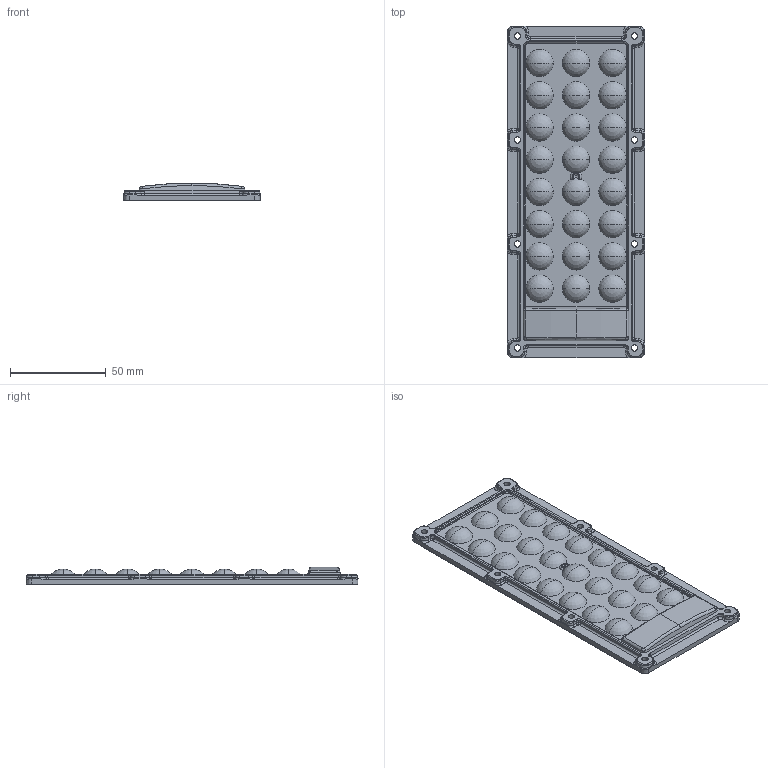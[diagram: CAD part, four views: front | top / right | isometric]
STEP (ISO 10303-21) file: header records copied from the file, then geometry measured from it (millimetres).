
FILE_DESCRIPTION((''),'2;1');
FILE_NAME('PRT0008','2022-10-07T11:51:35',('Administrator'),(''),'CREO PARAMETRIC BY PTC INC, 2018020','CREO PARAMETRIC BY PTC INC, 2018020','');
FILE_SCHEMA(('CONFIG_CONTROL_DESIGN'));
Length unit declared in the file: millimetre
Products named in the file (1): PRT0008
Bounding box: 71.53 x 173.03 x 9.25 mm (x, y, z)
Volume: 40485.6 mm3; surface area: 32505.5 mm2
Topology: 1 solids, 1 shells, 583 faces, 1690 edges, 1052 vertices
Faces by surface type: cylinder 140, bspline 119, plane 112, revolution 96, cone 72, torus 38, sphere 6
Entity records: 25103 total; most frequent: CARTESIAN_POINT 11247, ORIENTED_EDGE 3176, DIRECTION 2468, EDGE_CURVE 1588, VERTEX_POINT 1052, AXIS2_PLACEMENT_3D 961, EDGE_LOOP 644, B_SPLINE_CURVE_WITH_KNOTS 641
